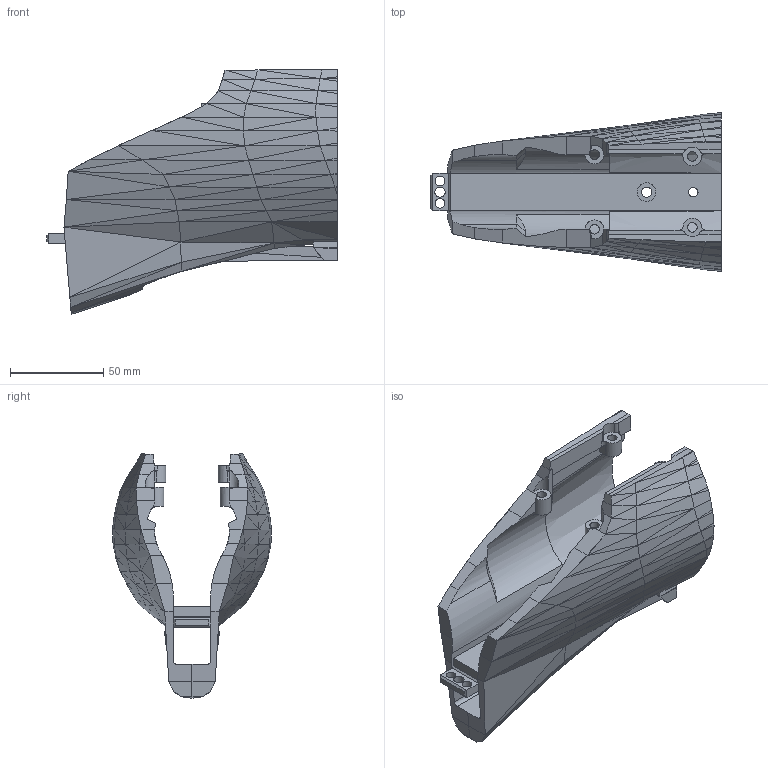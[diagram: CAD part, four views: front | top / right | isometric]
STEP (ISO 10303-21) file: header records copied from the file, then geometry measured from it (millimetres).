
FILE_DESCRIPTION(/* description */ (''),/* implementation_level */ '2;1');
FILE_NAME(/* name */ 'SB2-StockMidC-x1-R v1.step',/* time_stamp */ '2022-12-19T15:42:29-05:00',/* author */ (''),/* organization */ (''),/* preprocessor_version */ 'ST-DEVELOPER v19.2',/* originating_system */ 'Autodesk Translation Framework v11.17.0.187',/* authorisation */ '');
FILE_SCHEMA (('AUTOMOTIVE_DESIGN { 1 0 10303 214 3 1 1 }'));
Length unit declared in the file: millimetre
Products named in the file (1): SB2-StockMidC-x1-R
Bounding box: 155.69 x 85.21 x 130.92 mm (x, y, z)
Volume: 249321.1 mm3; surface area: 69735.2 mm2
Topology: 3 solids, 3 shells, 456 faces, 1090 edges, 638 vertices
Faces by surface type: plane 396, cylinder 52, cone 8
Full cylindrical faces by diameter (mm): 5 x4, 5.05 x1, 5.1 x6, 5.5 x2, 10 x1
Entity records: 12941 total; most frequent: CARTESIAN_POINT 2425, ORIENTED_EDGE 2180, DIRECTION 2095, EDGE_CURVE 1090, LINE 929, VECTOR 929, VERTEX_POINT 638, AXIS2_PLACEMENT_3D 583
